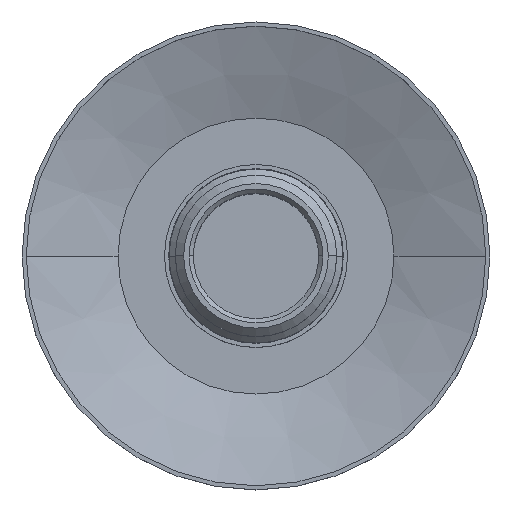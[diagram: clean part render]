
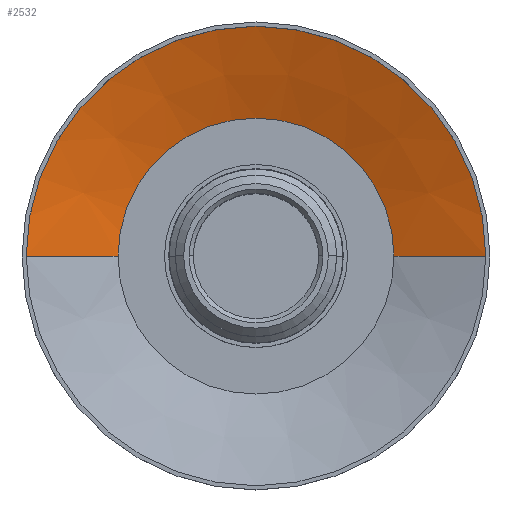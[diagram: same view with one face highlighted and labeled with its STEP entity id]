
A CAD part, top view. The second image highlights one B-rep face of the part: STEP entity #2532.
In plain terms, the highlighted conical face has half-angle 69.554 degrees and reference radius 16.425 mm.
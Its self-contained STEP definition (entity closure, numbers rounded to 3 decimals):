
#19 = EDGE_CURVE ( 'NONE', #501, #2603, #2615, .T. ) ;
#135 = EDGE_LOOP ( 'NONE', ( #2384, #1258, #956, #2855 ) ) ;
#188 = VECTOR ( 'NONE', #1304, 1000. ) ;
#378 = CARTESIAN_POINT ( 'NONE',  ( 0., 0., -8.281 ) ) ;
#501 = VERTEX_POINT ( 'NONE', #827 ) ;
#519 = CONICAL_SURFACE ( 'NONE', #1423, 16.425, 1.214 ) ;
#660 = EDGE_CURVE ( 'NONE', #3357, #2061, #711, .T. ) ;
#711 = CIRCLE ( 'NONE', #2066, 27.5 ) ;
#786 = DIRECTION ( 'NONE',  ( -0.937, 0., 0.349 ) ) ;
#827 = CARTESIAN_POINT ( 'NONE',  ( 16.51, 0., -8.25 ) ) ;
#928 = DIRECTION ( 'NONE',  ( 1., 0., 0. ) ) ;
#956 = ORIENTED_EDGE ( 'NONE', *, *, #2551, .T. ) ;
#1258 = ORIENTED_EDGE ( 'NONE', *, *, #19, .F. ) ;
#1274 = CARTESIAN_POINT ( 'NONE',  ( 16.425, 0., -8.281 ) ) ;
#1304 = DIRECTION ( 'NONE',  ( 0.937, 0., 0.349 ) ) ;
#1423 = AXIS2_PLACEMENT_3D ( 'NONE', #378, #2525, #928 ) ;
#1536 = DIRECTION ( 'NONE',  ( 1., 0., 0. ) ) ;
#1586 = CARTESIAN_POINT ( 'NONE',  ( -16.51, 0., -8.25 ) ) ;
#1666 = CARTESIAN_POINT ( 'NONE',  ( -27.5, 0., -4.153 ) ) ;
#1716 = FACE_OUTER_BOUND ( 'NONE', #135, .T. ) ;
#1859 = CARTESIAN_POINT ( 'NONE',  ( 0., 0., -8.25 ) ) ;
#1895 = CARTESIAN_POINT ( 'NONE',  ( 27.5, 0., -4.153 ) ) ;
#1897 = AXIS2_PLACEMENT_3D ( 'NONE', #1859, #2508, #2791 ) ;
#2061 = VERTEX_POINT ( 'NONE', #1666 ) ;
#2066 = AXIS2_PLACEMENT_3D ( 'NONE', #2642, #3409, #1536 ) ;
#2187 = VECTOR ( 'NONE', #786, 1000. ) ;
#2354 = CARTESIAN_POINT ( 'NONE',  ( -16.425, 0., -8.281 ) ) ;
#2384 = ORIENTED_EDGE ( 'NONE', *, *, #3359, .F. ) ;
#2508 = DIRECTION ( 'NONE',  ( 0., 0., 1. ) ) ;
#2525 = DIRECTION ( 'NONE',  ( 0., 0., 1. ) ) ;
#2532 = ADVANCED_FACE ( 'NONE', ( #1716 ), #519, .F. ) ;
#2551 = EDGE_CURVE ( 'NONE', #501, #3357, #3216, .T. ) ;
#2603 = VERTEX_POINT ( 'NONE', #1586 ) ;
#2615 = CIRCLE ( 'NONE', #1897, 16.51 ) ;
#2642 = CARTESIAN_POINT ( 'NONE',  ( 0., 0., -4.153 ) ) ;
#2791 = DIRECTION ( 'NONE',  ( 1., 0., 0. ) ) ;
#2855 = ORIENTED_EDGE ( 'NONE', *, *, #660, .T. ) ;
#3156 = LINE ( 'NONE', #2354, #2187 ) ;
#3216 = LINE ( 'NONE', #1274, #188 ) ;
#3357 = VERTEX_POINT ( 'NONE', #1895 ) ;
#3359 = EDGE_CURVE ( 'NONE', #2603, #2061, #3156, .T. ) ;
#3409 = DIRECTION ( 'NONE',  ( 0., 0., 1. ) ) ;
